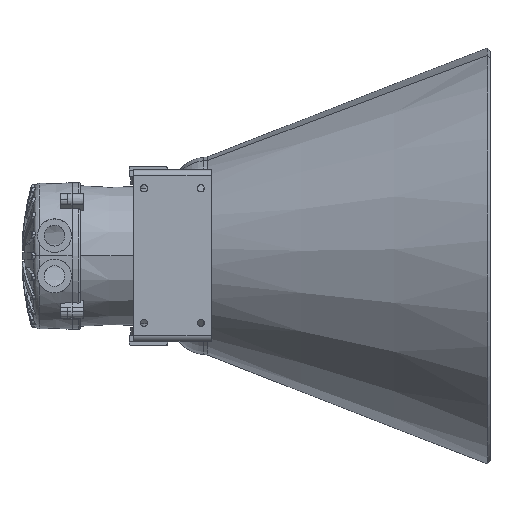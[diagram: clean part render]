
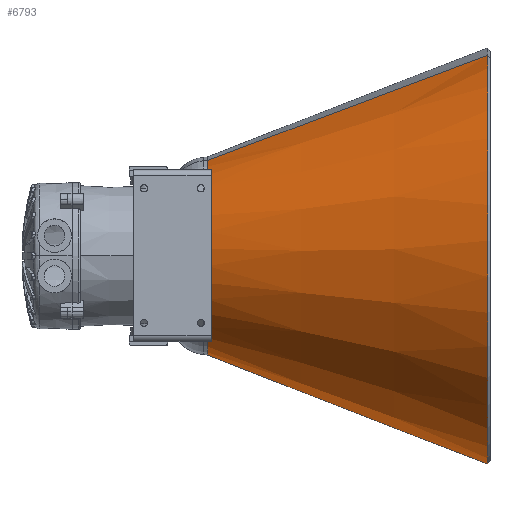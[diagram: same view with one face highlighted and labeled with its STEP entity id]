
A CAD part, top view. The second image highlights one B-rep face of the part: STEP entity #6793.
In plain terms, the highlighted conical face has half-angle 21.32 degrees and reference radius 96.015 mm.
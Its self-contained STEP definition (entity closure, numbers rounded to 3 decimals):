
#1239 = AXIS2_PLACEMENT_3D ( 'NONE', #7897, #16353, #24766 ) ;
#2390 = AXIS2_PLACEMENT_3D ( 'NONE', #3424, #11863, #20320 ) ;
#2890 = DIRECTION ( 'NONE',  ( -0.932, 0., -0.364 ) ) ;
#3279 = AXIS2_PLACEMENT_3D ( 'NONE', #3475, #11910, #20370 ) ;
#3424 = CARTESIAN_POINT ( 'NONE',  ( -32.151, 0., 0. ) ) ;
#3475 = CARTESIAN_POINT ( 'NONE',  ( -302.706, 0., 0. ) ) ;
#3790 = ORIENTED_EDGE ( 'NONE', *, *, #11631, .F. ) ;
#4170 = VERTEX_POINT ( 'NONE', #6060 ) ;
#4206 = CARTESIAN_POINT ( 'NONE',  ( -302.706, 0., 201.607 ) ) ;
#5362 = ORIENTED_EDGE ( 'NONE', *, *, #11504, .F. ) ;
#5952 = CARTESIAN_POINT ( 'NONE',  ( -32.151, 0., 96.015 ) ) ;
#6060 = CARTESIAN_POINT ( 'NONE',  ( -302.706, 0., -201.607 ) ) ;
#6793 = ADVANCED_FACE ( 'NONE', ( #26844 ), #13166, .T. ) ;
#7897 = CARTESIAN_POINT ( 'NONE',  ( -32.151, 0., 0. ) ) ;
#7977 = VERTEX_POINT ( 'NONE', #17785 ) ;
#8990 = VECTOR ( 'NONE', #14402, 1000. ) ;
#10701 = ORIENTED_EDGE ( 'NONE', *, *, #23983, .T. ) ;
#11504 = EDGE_CURVE ( 'NONE', #7977, #4170, #13405, .T. ) ;
#11631 = EDGE_CURVE ( 'NONE', #19605, #7977, #14337, .T. ) ;
#11863 = DIRECTION ( 'NONE',  ( 1., 0., 0. ) ) ;
#11910 = DIRECTION ( 'NONE',  ( 1., 0., 0. ) ) ;
#12479 = VERTEX_POINT ( 'NONE', #4206 ) ;
#12776 = EDGE_CURVE ( 'NONE', #19605, #12479, #24899, .T. ) ;
#13166 = CONICAL_SURFACE ( 'NONE', #1239, 96.015, 0.372 ) ;
#13405 = LINE ( 'NONE', #21847, #16905 ) ;
#14337 = CIRCLE ( 'NONE', #2390, 96.015 ) ;
#14402 = DIRECTION ( 'NONE',  ( -0.932, 0., 0.364 ) ) ;
#15121 = EDGE_LOOP ( 'NONE', ( #5362, #3790, #25035, #10701 ) ) ;
#15206 = CIRCLE ( 'NONE', #3279, 201.607 ) ;
#16353 = DIRECTION ( 'NONE',  ( -1., 0., 0. ) ) ;
#16905 = VECTOR ( 'NONE', #2890, 1000. ) ;
#17576 = CARTESIAN_POINT ( 'NONE',  ( -32.151, 0., 96.015 ) ) ;
#17785 = CARTESIAN_POINT ( 'NONE',  ( -32.151, 0., -96.015 ) ) ;
#19605 = VERTEX_POINT ( 'NONE', #17576 ) ;
#20320 = DIRECTION ( 'NONE',  ( 0., 0., -1. ) ) ;
#20370 = DIRECTION ( 'NONE',  ( 0., 0., -1. ) ) ;
#21847 = CARTESIAN_POINT ( 'NONE',  ( -32.151, 0., -96.015 ) ) ;
#23983 = EDGE_CURVE ( 'NONE', #12479, #4170, #15206, .T. ) ;
#24766 = DIRECTION ( 'NONE',  ( 0., 0., 1. ) ) ;
#24899 = LINE ( 'NONE', #5952, #8990 ) ;
#25035 = ORIENTED_EDGE ( 'NONE', *, *, #12776, .T. ) ;
#26844 = FACE_OUTER_BOUND ( 'NONE', #15121, .T. ) ;
